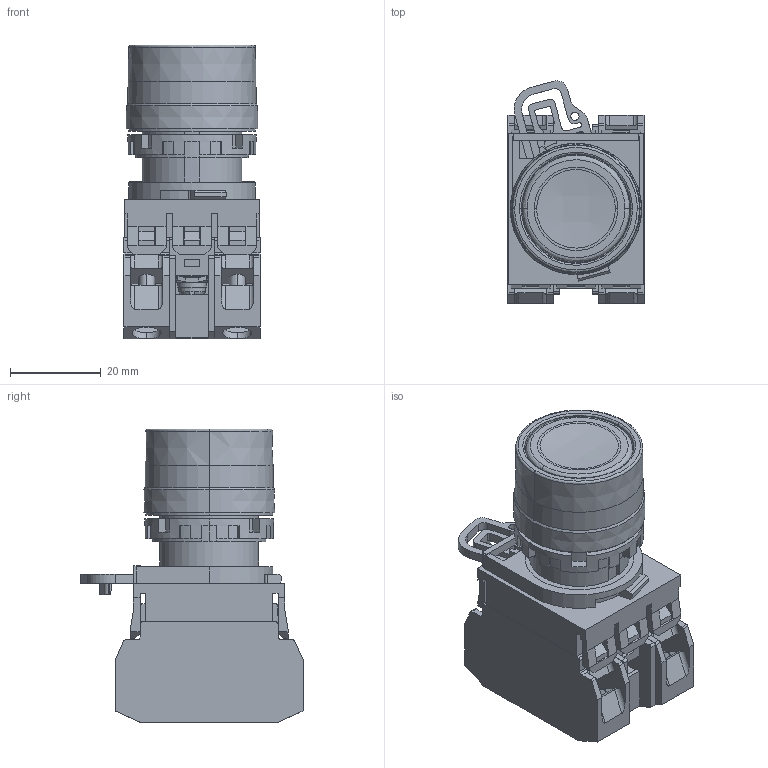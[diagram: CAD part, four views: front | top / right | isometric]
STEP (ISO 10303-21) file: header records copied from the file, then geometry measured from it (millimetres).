
FILE_DESCRIPTION (( 'STEP AP214' ), '1' );
FILE_NAME ('ﾁ羮-ﾍ｣ﾖｹｿｪｹ', '2024-02-09T10:06:36', ( '' ), ( '' ), 'SwSTEP 2.0', 'SolidWorks 2024', '' );
FILE_SCHEMA (( 'AUTOMOTIVE_DESIGN' ));
Length unit declared in the file: millimetre
Products named in the file (1): 零件-停止开关
Bounding box: 30 x 48.97 x 64.8 mm (x, y, z)
Volume: 51274.6 mm3; surface area: 27146.9 mm2
Topology: 7 solids, 8 shells, 1055 faces, 2942 edges, 1900 vertices
Faces by surface type: plane 700, cylinder 265, cone 47, bspline 27, sphere 16
Entity records: 34644 total; most frequent: CARTESIAN_POINT 7214, ORIENTED_EDGE 5884, DIRECTION 5572, EDGE_CURVE 2942, VECTOR 2112, LINE 2112, VERTEX_POINT 1900, AXIS2_PLACEMENT_3D 1730
